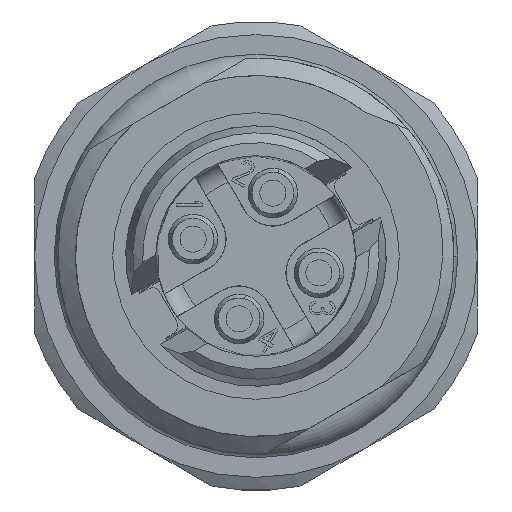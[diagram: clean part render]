
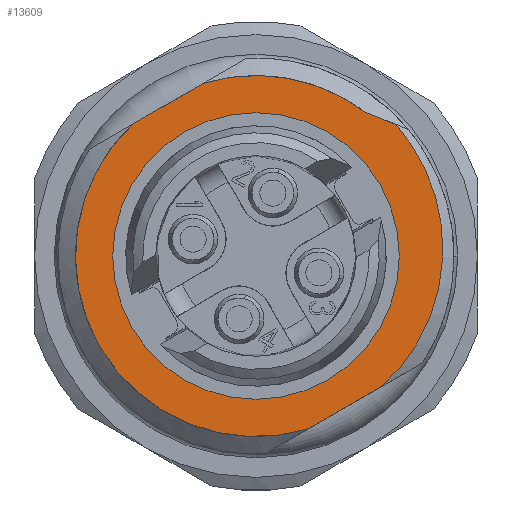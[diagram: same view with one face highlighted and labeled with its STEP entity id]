
A CAD part, front view. The second image highlights one B-rep face of the part: STEP entity #13609.
In plain terms, the highlighted planar face has unit normal (0, -1, 0).
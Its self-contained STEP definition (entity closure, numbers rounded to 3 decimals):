
#375=CARTESIAN_POINT('',(0.,-7.,0.));
#376=DIRECTION('',(0.,-1.,0.));
#377=DIRECTION('',(0.602,0.,0.798));
#378=AXIS2_PLACEMENT_3D('',#375,#376,#377);
#492=CARTESIAN_POINT('',(0.,-7.,0.));
#493=DIRECTION('',(0.,-1.,0.));
#494=DIRECTION('',(-0.683,0.,0.73));
#495=AXIS2_PLACEMENT_3D('',#492,#493,#494);
#587=CARTESIAN_POINT('',(5.375,-7.,5.047));
#588=CARTESIAN_POINT('',(5.518,-7.,4.883));
#589=CARTESIAN_POINT('',(5.786,-7.,4.547));
#590=CARTESIAN_POINT('',(6.139,-7.,4.015));
#591=CARTESIAN_POINT('',(6.441,-7.,3.461));
#592=CARTESIAN_POINT('',(6.703,-7.,2.864));
#593=CARTESIAN_POINT('',(6.925,-7.,2.199));
#594=CARTESIAN_POINT('',(7.098,-7.,1.431));
#595=CARTESIAN_POINT('',(7.191,-7.,0.548));
#596=CARTESIAN_POINT('',(7.167,-7.,-0.395));
#597=CARTESIAN_POINT('',(7.019,-7.,-1.317));
#598=CARTESIAN_POINT('',(6.765,-7.,-2.174));
#599=CARTESIAN_POINT('',(6.42,-7.,-2.968));
#600=CARTESIAN_POINT('',(5.985,-7.,-3.709));
#601=CARTESIAN_POINT('',(5.457,-7.,-4.397));
#602=CARTESIAN_POINT('',(5.05,-7.,-4.809));
#603=CARTESIAN_POINT('',(4.832,-7.,-5.004));
#1148=DIRECTION('',(0.927,0.,-0.375));
#1149=VECTOR('',#1148,1.297);
#1150=CARTESIAN_POINT('',(4.173,-7.,5.533));
#1151=LINE('',#1150,#1149);
#1152=DIRECTION('',(0.866,0.,0.5));
#1153=VECTOR('',#1152,3.138);
#1154=CARTESIAN_POINT('',(-4.734,-7.,5.061));
#1155=LINE('',#1154,#1153);
#1156=DIRECTION('',(-0.866,0.,-0.5));
#1157=VECTOR('',#1156,3.252);
#1158=CARTESIAN_POINT('',(4.832,-7.,-5.004));
#1159=LINE('',#1158,#1157);
#1160=CARTESIAN_POINT('',(0.,-7.,0.));
#1161=DIRECTION('',(0.,-1.,0.));
#1162=DIRECTION('',(0.866,0.,0.5));
#1163=AXIS2_PLACEMENT_3D('',#1160,#1161,#1162);
#1165=CARTESIAN_POINT('',(0.,-7.,0.));
#1166=DIRECTION('',(0.,-1.,0.));
#1167=DIRECTION('',(-0.866,0.,-0.5));
#1168=AXIS2_PLACEMENT_3D('',#1165,#1166,#1167);
#9648=CARTESIAN_POINT('',(4.763,-7.,2.75));
#9649=CARTESIAN_POINT('',(-4.763,-7.,-2.75));
#9650=VERTEX_POINT('',#9648);
#9651=VERTEX_POINT('',#9649);
#9676=CARTESIAN_POINT('',(-4.734,-7.,5.061));
#9677=CARTESIAN_POINT('',(-2.016,-7.,6.63));
#9678=VERTEX_POINT('',#9676);
#9679=VERTEX_POINT('',#9677);
#9680=CARTESIAN_POINT('',(4.832,-7.,-5.004));
#9681=CARTESIAN_POINT('',(2.016,-7.,-6.63));
#9682=VERTEX_POINT('',#9680);
#9683=VERTEX_POINT('',#9681);
#9800=CARTESIAN_POINT('',(4.173,-7.,5.533));
#9801=CARTESIAN_POINT('',(5.375,-7.,5.047));
#9802=VERTEX_POINT('',#9800);
#9803=VERTEX_POINT('',#9801);
#13590=CARTESIAN_POINT('',(0.,-7.,0.));
#13591=DIRECTION('',(0.,-1.,0.));
#13592=DIRECTION('',(0.866,0.,0.5));
#13593=AXIS2_PLACEMENT_3D('',#13590,#13591,#13592);
#13594=PLANE('',#13593);
#13595=ORIENTED_EDGE('',*,*,#10213,.T.);
#13596=ORIENTED_EDGE('',*,*,#10292,.F.);
#13597=ORIENTED_EDGE('',*,*,#13581,.T.);
#13598=ORIENTED_EDGE('',*,*,#11146,.T.);
#13599=ORIENTED_EDGE('',*,*,#10402,.T.);
#13600=ORIENTED_EDGE('',*,*,#10334,.F.);
#13601=EDGE_LOOP('',(#13595,#13596,#13597,#13598,#13599,#13600));
#13602=FACE_OUTER_BOUND('',#13601,.F.);
#13604=ORIENTED_EDGE('',*,*,#13603,.T.);
#13606=ORIENTED_EDGE('',*,*,#13605,.T.);
#13607=EDGE_LOOP('',(#13604,#13606));
#13608=FACE_BOUND('',#13607,.F.);
#13609=ADVANCED_FACE('',(#13602,#13608),#13594,.T.);
#379=CIRCLE('',#378,6.93);
#496=CIRCLE('',#495,6.93);
#604=B_SPLINE_CURVE_WITH_KNOTS('',3,(#587,#588,#589,#590,#591,#592,#593,#594,
#595,#596,#597,#598,#599,#600,#601,#602,#603),.UNSPECIFIED.,.F.,.F.,(4,1,1,1,1,
1,1,1,1,1,1,1,1,1,4),(0.,0.071,0.143,
0.214,0.286,0.357,0.429,0.5,
0.571,0.643,0.714,0.786,
0.857,0.929,1.),.UNSPECIFIED.);
#1164=CIRCLE('',#1163,5.5);
#1169=CIRCLE('',#1168,5.5);
#10213=EDGE_CURVE('',#9678,#9679,#1155,.T.);
#10292=EDGE_CURVE('',#9802,#9679,#379,.T.);
#10334=EDGE_CURVE('',#9678,#9683,#496,.T.);
#10402=EDGE_CURVE('',#9682,#9683,#1159,.T.);
#11146=EDGE_CURVE('',#9803,#9682,#604,.T.);
#13581=EDGE_CURVE('',#9802,#9803,#1151,.T.);
#13603=EDGE_CURVE('',#9650,#9651,#1164,.T.);
#13605=EDGE_CURVE('',#9651,#9650,#1169,.T.);
